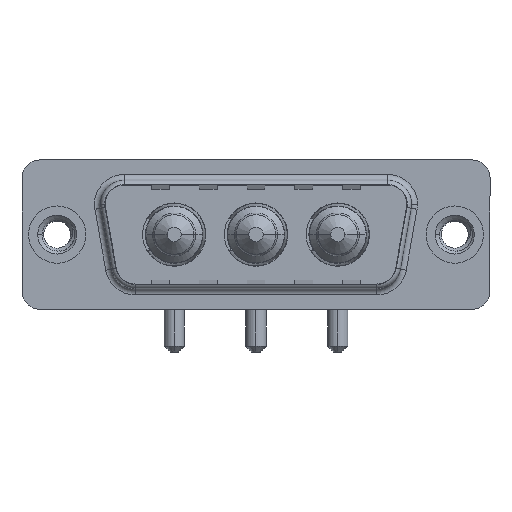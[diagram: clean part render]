
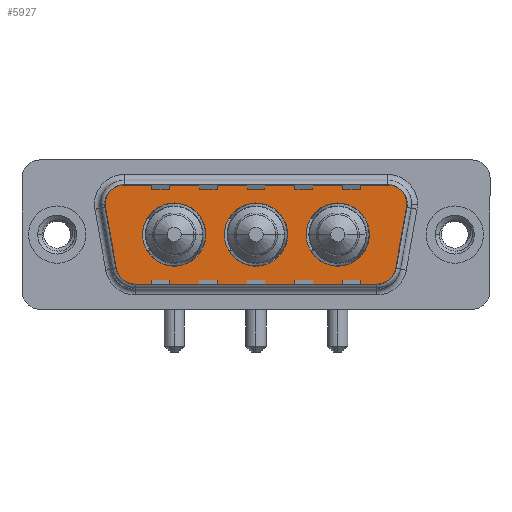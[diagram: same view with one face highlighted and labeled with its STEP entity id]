
A CAD part, top view. The second image highlights one B-rep face of the part: STEP entity #5927.
In plain terms, the highlighted planar face has unit normal (0, 0, 1).
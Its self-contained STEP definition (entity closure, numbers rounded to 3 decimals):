
#128 = ORIENTED_EDGE ( 'NONE', *, *, #2389, .F. ) ;
#141 = VERTEX_POINT ( 'NONE', #3885 ) ;
#248 = CARTESIAN_POINT ( 'NONE',  ( 16.65, 0., 0. ) ) ;
#332 = EDGE_CURVE ( 'NONE', #6112, #5997, #9098, .T. ) ;
#335 = EDGE_CURVE ( 'NONE', #1250, #2233, #1820, .T. ) ;
#358 = LINE ( 'NONE', #4354, #9463 ) ;
#439 = VECTOR ( 'NONE', #8218, 1000. ) ;
#452 = ORIENTED_EDGE ( 'NONE', *, *, #1609, .F. ) ;
#637 = AXIS2_PLACEMENT_3D ( 'NONE', #8708, #12929, #1967 ) ;
#658 = CARTESIAN_POINT ( 'NONE',  ( 16.65, 0., 0. ) ) ;
#835 = DIRECTION ( 'NONE',  ( 1., 0., 0. ) ) ;
#961 = VERTEX_POINT ( 'NONE', #10589 ) ;
#1043 = EDGE_CURVE ( 'NONE', #5853, #961, #12676, .T. ) ;
#1248 = AXIS2_PLACEMENT_3D ( 'NONE', #4768, #4019, #835 ) ;
#1250 = VERTEX_POINT ( 'NONE', #3276 ) ;
#1252 = DIRECTION ( 'NONE',  ( 1., 0., 0. ) ) ;
#1263 = DIRECTION ( 'NONE',  ( 0., 0., 1. ) ) ;
#1294 = ORIENTED_EDGE ( 'NONE', *, *, #1043, .F. ) ;
#1349 = CIRCLE ( 'NONE', #3026, 2. ) ;
#1353 = CIRCLE ( 'NONE', #8656, 2.65 ) ;
#1362 = DIRECTION ( 'NONE',  ( 0., 0., 1. ) ) ;
#1511 = EDGE_CURVE ( 'NONE', #5142, #2266, #5835, .T. ) ;
#1540 = EDGE_LOOP ( 'NONE', ( #128, #11227 ) ) ;
#1545 = EDGE_LOOP ( 'NONE', ( #1294, #452 ) ) ;
#1609 = EDGE_CURVE ( 'NONE', #961, #5853, #6879, .T. ) ;
#1614 = VERTEX_POINT ( 'NONE', #1694 ) ;
#1694 = CARTESIAN_POINT ( 'NONE',  ( 3.441, 2.553, 0. ) ) ;
#1765 = VERTEX_POINT ( 'NONE', #6300 ) ;
#1820 = CIRCLE ( 'NONE', #3075, 2.65 ) ;
#1967 = DIRECTION ( 'NONE',  ( 1., 0., 0. ) ) ;
#2094 = VECTOR ( 'NONE', #7011, 1000. ) ;
#2177 = EDGE_CURVE ( 'NONE', #1614, #1765, #7812, .T. ) ;
#2233 = VERTEX_POINT ( 'NONE', #5311 ) ;
#2266 = VERTEX_POINT ( 'NONE', #3296 ) ;
#2300 = DIRECTION ( 'NONE',  ( -1., 0., 0. ) ) ;
#2347 = FACE_OUTER_BOUND ( 'NONE', #4100, .T. ) ;
#2389 = EDGE_CURVE ( 'NONE', #6759, #11351, #11077, .T. ) ;
#2423 = CARTESIAN_POINT ( 'NONE',  ( 26.866, -2.9, 0. ) ) ;
#2603 = EDGE_CURVE ( 'NONE', #2233, #1250, #6063, .T. ) ;
#3026 = AXIS2_PLACEMENT_3D ( 'NONE', #7342, #1263, #7413 ) ;
#3066 = CARTESIAN_POINT ( 'NONE',  ( 5.411, 4.9, 0. ) ) ;
#3075 = AXIS2_PLACEMENT_3D ( 'NONE', #3097, #6275, #1252 ) ;
#3097 = CARTESIAN_POINT ( 'NONE',  ( 23.5, 0., 0. ) ) ;
#3173 = VECTOR ( 'NONE', #7223, 1000. ) ;
#3196 = ORIENTED_EDGE ( 'NONE', *, *, #335, .F. ) ;
#3260 = CARTESIAN_POINT ( 'NONE',  ( 19.3, 0., 0. ) ) ;
#3276 = CARTESIAN_POINT ( 'NONE',  ( 20.85, 0., 0. ) ) ;
#3296 = CARTESIAN_POINT ( 'NONE',  ( 28.836, -3.247, 0. ) ) ;
#3492 = AXIS2_PLACEMENT_3D ( 'NONE', #11232, #10183, #2300 ) ;
#3554 = EDGE_CURVE ( 'NONE', #9434, #5142, #11983, .T. ) ;
#3555 = AXIS2_PLACEMENT_3D ( 'NONE', #2423, #10435, #7522 ) ;
#3620 = DIRECTION ( 'NONE',  ( 0., 0., 1. ) ) ;
#3871 = DIRECTION ( 'NONE',  ( 1., 0., 0. ) ) ;
#3885 = CARTESIAN_POINT ( 'NONE',  ( 29.859, 2.553, 0. ) ) ;
#4019 = DIRECTION ( 'NONE',  ( 0., 0., 1. ) ) ;
#4100 = EDGE_LOOP ( 'NONE', ( #4397, #11296, #6243, #6240, #9245, #7412, #9314, #11476, #10178 ) ) ;
#4109 = CARTESIAN_POINT ( 'NONE',  ( 29.859, 2.553, 0. ) ) ;
#4236 = CIRCLE ( 'NONE', #9649, 2. ) ;
#4341 = EDGE_CURVE ( 'NONE', #141, #6112, #4236, .T. ) ;
#4354 = CARTESIAN_POINT ( 'NONE',  ( 5.411, 4.9, 0. ) ) ;
#4397 = ORIENTED_EDGE ( 'NONE', *, *, #1511, .T. ) ;
#4454 = AXIS2_PLACEMENT_3D ( 'NONE', #6317, #1362, #5350 ) ;
#4768 = CARTESIAN_POINT ( 'NONE',  ( 9.8, 0., 0. ) ) ;
#4772 = DIRECTION ( 'NONE',  ( 0., 0., 1. ) ) ;
#4793 = ORIENTED_EDGE ( 'NONE', *, *, #2603, .F. ) ;
#5064 = CIRCLE ( 'NONE', #4454, 2. ) ;
#5098 = AXIS2_PLACEMENT_3D ( 'NONE', #8360, #12408, #5489 ) ;
#5142 = VERTEX_POINT ( 'NONE', #8119 ) ;
#5311 = CARTESIAN_POINT ( 'NONE',  ( 26.15, 0., 0. ) ) ;
#5344 = EDGE_LOOP ( 'NONE', ( #4793, #3196 ) ) ;
#5350 = DIRECTION ( 'NONE',  ( 1., 0., 0. ) ) ;
#5489 = DIRECTION ( 'NONE',  ( 1., 0., 0. ) ) ;
#5835 = CIRCLE ( 'NONE', #3555, 2. ) ;
#5853 = VERTEX_POINT ( 'NONE', #11424 ) ;
#5927 = ADVANCED_FACE ( 'NONE', ( #6463, #11287, #9396, #2347 ), #6327, .T. ) ;
#5997 = VERTEX_POINT ( 'NONE', #9834 ) ;
#6063 = CIRCLE ( 'NONE', #637, 2.65 ) ;
#6112 = VERTEX_POINT ( 'NONE', #8271 ) ;
#6240 = ORIENTED_EDGE ( 'NONE', *, *, #332, .T. ) ;
#6243 = ORIENTED_EDGE ( 'NONE', *, *, #4341, .T. ) ;
#6275 = DIRECTION ( 'NONE',  ( 0., 0., 1. ) ) ;
#6300 = CARTESIAN_POINT ( 'NONE',  ( 4.464, -3.247, 0. ) ) ;
#6317 = CARTESIAN_POINT ( 'NONE',  ( 5.411, 2.9, 0. ) ) ;
#6327 = PLANE ( 'NONE',  #5098 ) ;
#6348 = CARTESIAN_POINT ( 'NONE',  ( 9.8, 0., 0. ) ) ;
#6463 = FACE_BOUND ( 'NONE', #1540, .T. ) ;
#6759 = VERTEX_POINT ( 'NONE', #3260 ) ;
#6879 = CIRCLE ( 'NONE', #1248, 2.65 ) ;
#6954 = CARTESIAN_POINT ( 'NONE',  ( 6.434, -4.9, 0. ) ) ;
#7011 = DIRECTION ( 'NONE',  ( 0.174, -0.985, 0. ) ) ;
#7043 = AXIS2_PLACEMENT_3D ( 'NONE', #6348, #10320, #3871 ) ;
#7223 = DIRECTION ( 'NONE',  ( 1., 0., 0. ) ) ;
#7311 = AXIS2_PLACEMENT_3D ( 'NONE', #658, #3620, #11501 ) ;
#7342 = CARTESIAN_POINT ( 'NONE',  ( 6.434, -2.9, 0. ) ) ;
#7412 = ORIENTED_EDGE ( 'NONE', *, *, #8251, .T. ) ;
#7413 = DIRECTION ( 'NONE',  ( -1., 0., 0. ) ) ;
#7522 = DIRECTION ( 'NONE',  ( 1., 0., 0. ) ) ;
#7812 = LINE ( 'NONE', #11775, #2094 ) ;
#7961 = LINE ( 'NONE', #4109, #439 ) ;
#8011 = EDGE_CURVE ( 'NONE', #2266, #141, #7961, .T. ) ;
#8119 = CARTESIAN_POINT ( 'NONE',  ( 26.866, -4.9, 0. ) ) ;
#8218 = DIRECTION ( 'NONE',  ( 0.174, 0.985, 0. ) ) ;
#8242 = DIRECTION ( 'NONE',  ( 0., 0., 1. ) ) ;
#8251 = EDGE_CURVE ( 'NONE', #11183, #1614, #5064, .T. ) ;
#8271 = CARTESIAN_POINT ( 'NONE',  ( 29.889, 2.9, 0. ) ) ;
#8360 = CARTESIAN_POINT ( 'NONE',  ( 26.866, -2.9, 0. ) ) ;
#8656 = AXIS2_PLACEMENT_3D ( 'NONE', #248, #8242, #10430 ) ;
#8708 = CARTESIAN_POINT ( 'NONE',  ( 23.5, 0., 0. ) ) ;
#9098 = CIRCLE ( 'NONE', #3492, 2. ) ;
#9245 = ORIENTED_EDGE ( 'NONE', *, *, #9821, .T. ) ;
#9314 = ORIENTED_EDGE ( 'NONE', *, *, #2177, .T. ) ;
#9396 = FACE_BOUND ( 'NONE', #1545, .T. ) ;
#9434 = VERTEX_POINT ( 'NONE', #11611 ) ;
#9463 = VECTOR ( 'NONE', #12318, 1000. ) ;
#9649 = AXIS2_PLACEMENT_3D ( 'NONE', #9722, #4772, #10829 ) ;
#9722 = CARTESIAN_POINT ( 'NONE',  ( 27.889, 2.9, 0. ) ) ;
#9821 = EDGE_CURVE ( 'NONE', #5997, #11183, #358, .T. ) ;
#9834 = CARTESIAN_POINT ( 'NONE',  ( 27.889, 4.9, 0. ) ) ;
#10178 = ORIENTED_EDGE ( 'NONE', *, *, #3554, .T. ) ;
#10183 = DIRECTION ( 'NONE',  ( 0., 0., 1. ) ) ;
#10320 = DIRECTION ( 'NONE',  ( 0., 0., 1. ) ) ;
#10430 = DIRECTION ( 'NONE',  ( 1., 0., 0. ) ) ;
#10435 = DIRECTION ( 'NONE',  ( 0., 0., 1. ) ) ;
#10589 = CARTESIAN_POINT ( 'NONE',  ( 7.15, 0., 0. ) ) ;
#10829 = DIRECTION ( 'NONE',  ( -1., 0., 0. ) ) ;
#10861 = EDGE_CURVE ( 'NONE', #11351, #6759, #1353, .T. ) ;
#11077 = CIRCLE ( 'NONE', #7311, 2.65 ) ;
#11183 = VERTEX_POINT ( 'NONE', #3066 ) ;
#11227 = ORIENTED_EDGE ( 'NONE', *, *, #10861, .F. ) ;
#11232 = CARTESIAN_POINT ( 'NONE',  ( 27.889, 2.9, 0. ) ) ;
#11287 = FACE_BOUND ( 'NONE', #5344, .T. ) ;
#11296 = ORIENTED_EDGE ( 'NONE', *, *, #8011, .T. ) ;
#11351 = VERTEX_POINT ( 'NONE', #12833 ) ;
#11424 = CARTESIAN_POINT ( 'NONE',  ( 12.45, 0., 0. ) ) ;
#11476 = ORIENTED_EDGE ( 'NONE', *, *, #12280, .T. ) ;
#11501 = DIRECTION ( 'NONE',  ( 1., 0., 0. ) ) ;
#11611 = CARTESIAN_POINT ( 'NONE',  ( 6.434, -4.9, 0. ) ) ;
#11775 = CARTESIAN_POINT ( 'NONE',  ( 3.441, 2.553, 0. ) ) ;
#11983 = LINE ( 'NONE', #6954, #3173 ) ;
#12280 = EDGE_CURVE ( 'NONE', #1765, #9434, #1349, .T. ) ;
#12318 = DIRECTION ( 'NONE',  ( -1., 0., 0. ) ) ;
#12408 = DIRECTION ( 'NONE',  ( 0., 0., 1. ) ) ;
#12676 = CIRCLE ( 'NONE', #7043, 2.65 ) ;
#12833 = CARTESIAN_POINT ( 'NONE',  ( 14., 0., 0. ) ) ;
#12929 = DIRECTION ( 'NONE',  ( 0., 0., 1. ) ) ;
